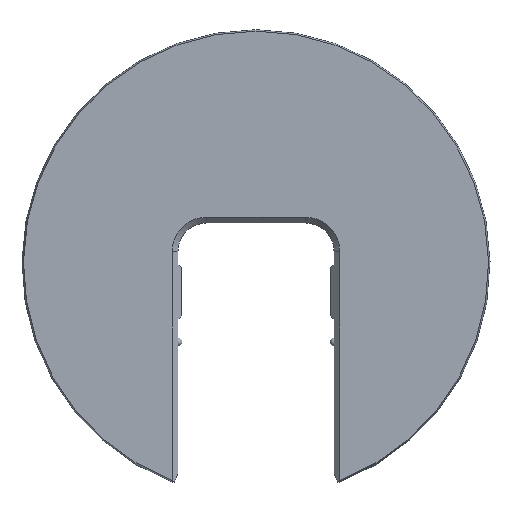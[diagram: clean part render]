
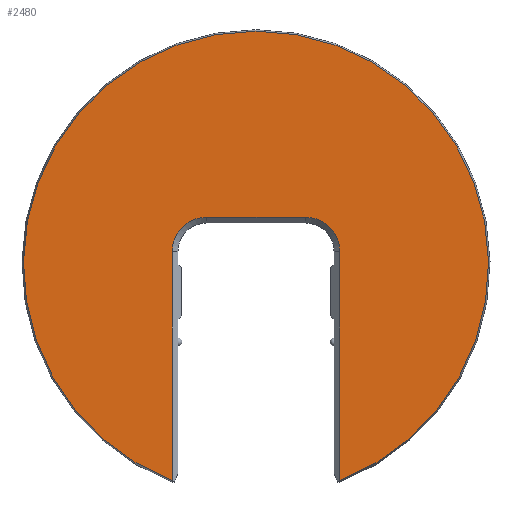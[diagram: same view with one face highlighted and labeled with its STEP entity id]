
A CAD part, front view. The second image highlights one B-rep face of the part: STEP entity #2480.
In plain terms, the highlighted planar face has unit normal (0, -1, 0).
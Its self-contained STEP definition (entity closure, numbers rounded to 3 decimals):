
#342=LINE('',#4597,#565);
#345=LINE('',#4609,#568);
#348=LINE('',#4620,#571);
#565=VECTOR('',#2950,10.);
#568=VECTOR('',#2963,10.);
#571=VECTOR('',#2976,10.);
#643=PLANE('',#2588);
#797=FACE_OUTER_BOUND('',#933,.T.);
#933=EDGE_LOOP('',(#2215,#2216,#2217,#2218,#2219,#2220));
#963=CIRCLE('',#2580,6.);
#965=CIRCLE('',#2584,6.);
#967=CIRCLE('',#2589,40.5);
#1251=VERTEX_POINT('',#4594);
#1252=VERTEX_POINT('',#4596);
#1254=VERTEX_POINT('',#4601);
#1256=VERTEX_POINT('',#4607);
#1258=VERTEX_POINT('',#4613);
#1259=VERTEX_POINT('',#4618);
#1600=EDGE_CURVE('',#1251,#1252,#342,.T.);
#1603=EDGE_CURVE('',#1254,#1251,#963,.T.);
#1606=EDGE_CURVE('',#1256,#1254,#345,.T.);
#1609=EDGE_CURVE('',#1258,#1256,#965,.T.);
#1612=EDGE_CURVE('',#1259,#1258,#348,.T.);
#1614=EDGE_CURVE('',#1252,#1259,#967,.T.);
#2215=ORIENTED_EDGE('',*,*,#1600,.F.);
#2216=ORIENTED_EDGE('',*,*,#1603,.F.);
#2217=ORIENTED_EDGE('',*,*,#1606,.F.);
#2218=ORIENTED_EDGE('',*,*,#1609,.F.);
#2219=ORIENTED_EDGE('',*,*,#1612,.F.);
#2220=ORIENTED_EDGE('',*,*,#1614,.F.);
#2480=ADVANCED_FACE('',(#797),#643,.F.);
#2580=AXIS2_PLACEMENT_3D('',#4603,#2956,#2957);
#2584=AXIS2_PLACEMENT_3D('',#4615,#2968,#2969);
#2588=AXIS2_PLACEMENT_3D('',#4622,#2978,#2979);
#2589=AXIS2_PLACEMENT_3D('',#4623,#2980,#2981);
#2950=DIRECTION('',(0.,0.,-1.));
#2956=DIRECTION('center_axis',(0.,-1.,0.));
#2957=DIRECTION('ref_axis',(-1.,0.,0.));
#2963=DIRECTION('',(-1.,0.,0.));
#2968=DIRECTION('center_axis',(0.,-1.,0.));
#2969=DIRECTION('ref_axis',(0.,0.,1.));
#2976=DIRECTION('',(0.,0.,1.));
#2978=DIRECTION('center_axis',(0.,1.,0.));
#2979=DIRECTION('ref_axis',(1.,0.,0.));
#2980=DIRECTION('center_axis',(0.,1.,0.));
#2981=DIRECTION('ref_axis',(0.,0.,1.));
#4594=CARTESIAN_POINT('',(-14.6,0.,2.1));
#4596=CARTESIAN_POINT('',(-14.6,0.,-37.777));
#4597=CARTESIAN_POINT('',(-14.6,0.,-49.05));
#4601=CARTESIAN_POINT('',(-8.6,0.,8.1));
#4603=CARTESIAN_POINT('Origin',(-8.6,0.,2.1));
#4607=CARTESIAN_POINT('',(8.6,0.,8.1));
#4609=CARTESIAN_POINT('',(-4.3,0.,8.1));
#4613=CARTESIAN_POINT('',(14.6,0.,2.1));
#4615=CARTESIAN_POINT('Origin',(8.6,0.,2.1));
#4618=CARTESIAN_POINT('',(14.6,0.,-37.777));
#4620=CARTESIAN_POINT('',(14.6,0.,1.05));
#4622=CARTESIAN_POINT('Origin',(0.,0.,0.));
#4623=CARTESIAN_POINT('Origin',(0.,0.,0.));
